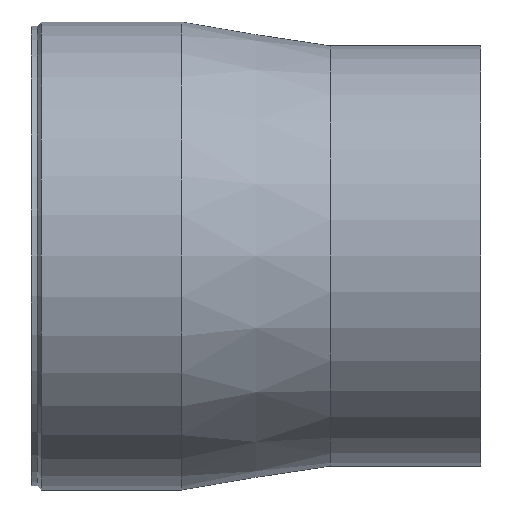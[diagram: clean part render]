
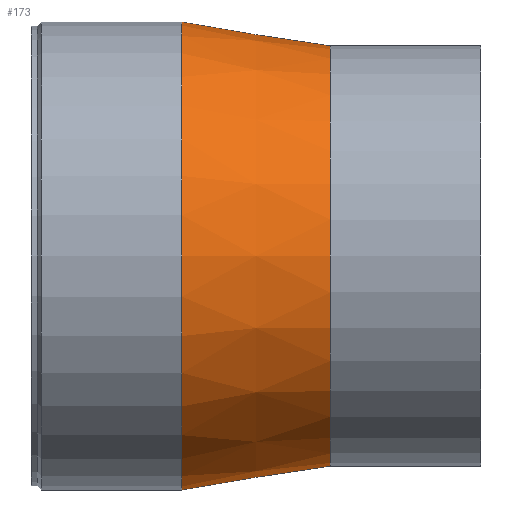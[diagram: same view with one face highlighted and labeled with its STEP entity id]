
A CAD part, front view. The second image highlights one B-rep face of the part: STEP entity #173.
In plain terms, the highlighted conical face has half-angle 9.169 degrees and reference radius 42.7 mm.
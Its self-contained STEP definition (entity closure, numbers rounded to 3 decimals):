
#23=CONICAL_SURFACE('',#208,42.7,0.16);
#27=FACE_OUTER_BOUND('',#40,.T.);
#40=EDGE_LOOP('',(#126,#127,#128,#129));
#57=LINE('',#304,#66);
#66=VECTOR('',#244,42.7);
#74=CIRCLE('',#206,45.);
#76=CIRCLE('',#209,40.4);
#87=VERTEX_POINT('',#296);
#89=VERTEX_POINT('',#302);
#100=EDGE_CURVE('',#87,#87,#74,.T.);
#103=EDGE_CURVE('',#89,#89,#76,.T.);
#104=EDGE_CURVE('',#89,#87,#57,.T.);
#126=ORIENTED_EDGE('',*,*,#103,.F.);
#127=ORIENTED_EDGE('',*,*,#104,.T.);
#128=ORIENTED_EDGE('',*,*,#100,.T.);
#129=ORIENTED_EDGE('',*,*,#104,.F.);
#173=ADVANCED_FACE('',(#27),#23,.T.);
#206=AXIS2_PLACEMENT_3D('',#297,#235,#236);
#208=AXIS2_PLACEMENT_3D('',#301,#240,#241);
#209=AXIS2_PLACEMENT_3D('',#303,#242,#243);
#235=DIRECTION('center_axis',(1.,0.,0.));
#236=DIRECTION('ref_axis',(0.,0.,-1.));
#240=DIRECTION('center_axis',(-1.,0.,0.));
#241=DIRECTION('ref_axis',(0.,1.,0.));
#242=DIRECTION('center_axis',(1.,0.,0.));
#243=DIRECTION('ref_axis',(0.,0.,-1.));
#244=DIRECTION('',(-0.987,-0.159,0.));
#296=CARTESIAN_POINT('',(-57.5,-45.,0.));
#297=CARTESIAN_POINT('Origin',(-57.5,0.,0.));
#301=CARTESIAN_POINT('Origin',(-43.25,0.,0.));
#302=CARTESIAN_POINT('',(-29.,-40.4,0.));
#303=CARTESIAN_POINT('Origin',(-29.,0.,0.));
#304=CARTESIAN_POINT('',(-43.25,-42.7,0.));
